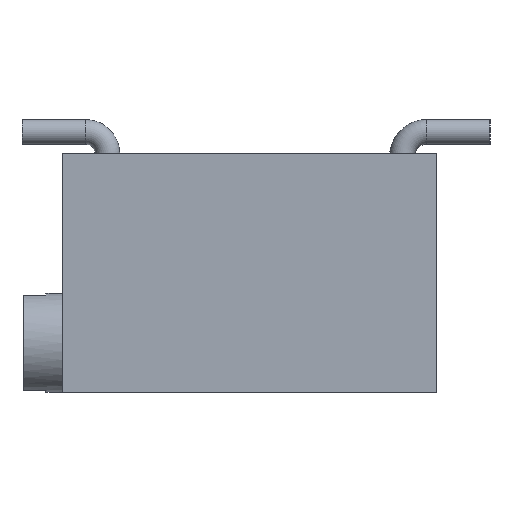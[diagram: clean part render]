
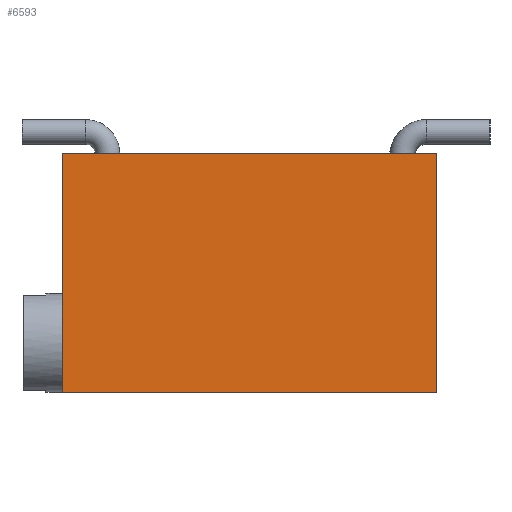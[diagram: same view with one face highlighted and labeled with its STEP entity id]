
A CAD part, left-side view. The second image highlights one B-rep face of the part: STEP entity #6593.
In plain terms, the highlighted planar face has unit normal (-1, 0, 0).
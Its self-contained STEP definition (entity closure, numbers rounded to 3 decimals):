
#413=LINE('',#9356,#1127);
#488=LINE('',#10008,#1202);
#499=LINE('',#10431,#1213);
#511=LINE('',#10456,#1225);
#1127=VECTOR('',#7655,1000.);
#1202=VECTOR('',#7778,1000.);
#1213=VECTOR('',#7799,1000.);
#1225=VECTOR('',#7823,1000.);
#2097=ORIENTED_EDGE('',*,*,#3889,.T.);
#2098=ORIENTED_EDGE('',*,*,#3939,.F.);
#2099=ORIENTED_EDGE('',*,*,#3772,.F.);
#2100=ORIENTED_EDGE('',*,*,#3952,.T.);
#3772=EDGE_CURVE('',#4733,#4734,#413,.T.);
#3889=EDGE_CURVE('',#4826,#4825,#488,.T.);
#3939=EDGE_CURVE('',#4734,#4825,#499,.T.);
#3952=EDGE_CURVE('',#4733,#4826,#511,.T.);
#4733=VERTEX_POINT('',#9355);
#4734=VERTEX_POINT('',#9357);
#4825=VERTEX_POINT('',#10007);
#4826=VERTEX_POINT('',#10009);
#5400=EDGE_LOOP('',(#2097,#2098,#2099,#2100));
#5843=FACE_BOUND('',#5400,.T.);
#6271=PLANE('',#7134);
#6593=ADVANCED_FACE('',(#5843),#6271,.F.);
#7134=AXIS2_PLACEMENT_3D('',#10462,#7831,#7832);
#7655=DIRECTION('',(0.,-1.,0.));
#7778=DIRECTION('',(0.,-1.,0.));
#7799=DIRECTION('',(0.,0.,-1.));
#7823=DIRECTION('',(0.,0.,-1.));
#7831=DIRECTION('',(1.,0.,0.));
#7832=DIRECTION('',(0.,0.,-1.));
#9355=CARTESIAN_POINT('',(-3.3,3.4,4.35));
#9356=CARTESIAN_POINT('',(-3.3,3.4,4.35));
#9357=CARTESIAN_POINT('',(-3.3,-3.4,4.35));
#10007=CARTESIAN_POINT('',(-3.3,-3.4,0.));
#10008=CARTESIAN_POINT('',(-3.3,3.4,0.));
#10009=CARTESIAN_POINT('',(-3.3,3.4,0.));
#10431=CARTESIAN_POINT('',(-3.3,-3.4,4.35));
#10456=CARTESIAN_POINT('',(-3.3,3.4,4.35));
#10462=CARTESIAN_POINT('',(-3.3,3.4,4.35));
